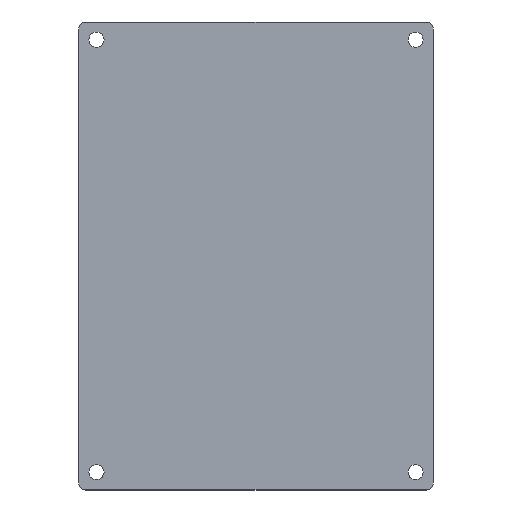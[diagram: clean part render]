
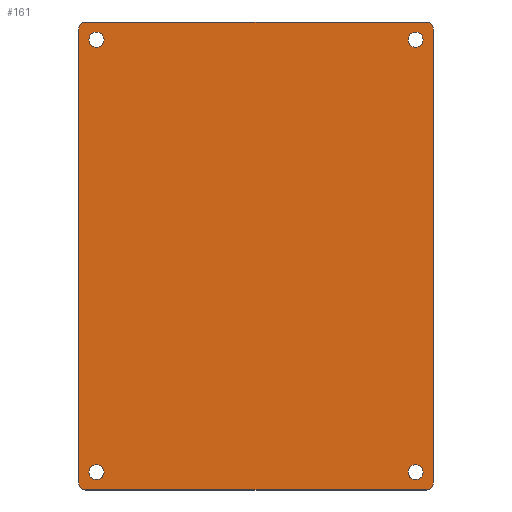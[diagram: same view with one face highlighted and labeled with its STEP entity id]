
A CAD part, top view. The second image highlights one B-rep face of the part: STEP entity #161.
In plain terms, the highlighted planar face has unit normal (0, 0, 1).
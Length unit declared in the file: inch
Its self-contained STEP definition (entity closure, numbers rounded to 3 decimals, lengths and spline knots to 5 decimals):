
#13 = DIRECTION ( 'NONE',  ( -1., 0., 0. ) ) ;
#15 = VERTEX_POINT ( 'NONE', #611 ) ;
#18 = CARTESIAN_POINT ( 'NONE',  ( -3., -4., 0.072 ) ) ;
#24 = LINE ( 'NONE', #68, #401 ) ;
#25 = CARTESIAN_POINT ( 'NONE',  ( 2.9455, 3.813, 0.072 ) ) ;
#32 = DIRECTION ( 'NONE',  ( 0., 0., -1. ) ) ;
#38 = CARTESIAN_POINT ( 'NONE',  ( -2.812, 3.813, 0.072 ) ) ;
#40 = ORIENTED_EDGE ( 'NONE', *, *, #175, .T. ) ;
#48 = ORIENTED_EDGE ( 'NONE', *, *, #591, .T. ) ;
#51 = EDGE_CURVE ( 'NONE', #310, #533, #304, .T. ) ;
#53 = LINE ( 'NONE', #123, #394 ) ;
#55 = VERTEX_POINT ( 'NONE', #620 ) ;
#57 = ORIENTED_EDGE ( 'NONE', *, *, #204, .T. ) ;
#63 = DIRECTION ( 'NONE',  ( 1., 0., 0. ) ) ;
#64 = AXIS2_PLACEMENT_3D ( 'NONE', #18, #410, #299 ) ;
#66 = ORIENTED_EDGE ( 'NONE', *, *, #467, .T. ) ;
#68 = CARTESIAN_POINT ( 'NONE',  ( 3.125, -4., 0.072 ) ) ;
#70 = CARTESIAN_POINT ( 'NONE',  ( -2.6795, 3.813, 0.072 ) ) ;
#72 = CARTESIAN_POINT ( 'NONE',  ( -3., -4., 0.072 ) ) ;
#82 = ORIENTED_EDGE ( 'NONE', *, *, #101, .T. ) ;
#97 = ORIENTED_EDGE ( 'NONE', *, *, #484, .T. ) ;
#99 = EDGE_LOOP ( 'NONE', ( #48, #534 ) ) ;
#101 = EDGE_CURVE ( 'NONE', #178, #131, #597, .T. ) ;
#102 = VERTEX_POINT ( 'NONE', #461 ) ;
#103 = ORIENTED_EDGE ( 'NONE', *, *, #399, .F. ) ;
#111 = CARTESIAN_POINT ( 'NONE',  ( 2.813, 3.813, 0.072 ) ) ;
#114 = ORIENTED_EDGE ( 'NONE', *, *, #216, .T. ) ;
#123 = CARTESIAN_POINT ( 'NONE',  ( 3., 4.125, 0.072 ) ) ;
#131 = VERTEX_POINT ( 'NONE', #343 ) ;
#135 = CARTESIAN_POINT ( 'NONE',  ( 3.125, -4., 0.072 ) ) ;
#136 = DIRECTION ( 'NONE',  ( 0., 0., -1. ) ) ;
#137 = CARTESIAN_POINT ( 'NONE',  ( -3.125, 4., 0.072 ) ) ;
#140 = DIRECTION ( 'NONE',  ( 0., 0., -1. ) ) ;
#144 = FACE_BOUND ( 'NONE', #99, .T. ) ;
#148 = VERTEX_POINT ( 'NONE', #135 ) ;
#161 = ADVANCED_FACE ( 'NONE', ( #460, #455, #397, #144, #450 ), #556, .T. ) ;
#163 = DIRECTION ( 'NONE',  ( -1., 0., 0. ) ) ;
#168 = DIRECTION ( 'NONE',  ( -1., 0., 0. ) ) ;
#174 = DIRECTION ( 'NONE',  ( -1., 0., 0. ) ) ;
#175 = EDGE_CURVE ( 'NONE', #526, #285, #431, .T. ) ;
#178 = VERTEX_POINT ( 'NONE', #70 ) ;
#181 = EDGE_CURVE ( 'NONE', #285, #526, #232, .T. ) ;
#184 = CARTESIAN_POINT ( 'NONE',  ( -2.812, -3.812, 0.072 ) ) ;
#192 = DIRECTION ( 'NONE',  ( -1., 0., 0. ) ) ;
#197 = CIRCLE ( 'NONE', #263, 0.1325 ) ;
#199 = VERTEX_POINT ( 'NONE', #381 ) ;
#204 = EDGE_CURVE ( 'NONE', #321, #370, #440, .T. ) ;
#209 = LINE ( 'NONE', #419, #456 ) ;
#213 = VERTEX_POINT ( 'NONE', #633 ) ;
#216 = EDGE_CURVE ( 'NONE', #131, #178, #197, .T. ) ;
#218 = CARTESIAN_POINT ( 'NONE',  ( 2.9455, -3.812, 0.072 ) ) ;
#226 = EDGE_CURVE ( 'NONE', #321, #199, #312, .T. ) ;
#232 = CIRCLE ( 'NONE', #242, 0.1325 ) ;
#237 = CIRCLE ( 'NONE', #402, 0.1325 ) ;
#241 = ORIENTED_EDGE ( 'NONE', *, *, #352, .T. ) ;
#242 = AXIS2_PLACEMENT_3D ( 'NONE', #283, #331, #284 ) ;
#249 = EDGE_LOOP ( 'NONE', ( #114, #82 ) ) ;
#253 = CIRCLE ( 'NONE', #642, 0.125 ) ;
#255 = ORIENTED_EDGE ( 'NONE', *, *, #293, .F. ) ;
#263 = AXIS2_PLACEMENT_3D ( 'NONE', #38, #140, #192 ) ;
#268 = DIRECTION ( 'NONE',  ( 0., 0., -1. ) ) ;
#269 = CARTESIAN_POINT ( 'NONE',  ( -2.9445, -3.812, 0.072 ) ) ;
#271 = CARTESIAN_POINT ( 'NONE',  ( 2.813, -3.812, 0.072 ) ) ;
#282 = EDGE_CURVE ( 'NONE', #15, #378, #507, .T. ) ;
#283 = CARTESIAN_POINT ( 'NONE',  ( 2.813, -3.812, 0.072 ) ) ;
#284 = DIRECTION ( 'NONE',  ( -1., 0., 0. ) ) ;
#285 = VERTEX_POINT ( 'NONE', #576 ) ;
#290 = EDGE_LOOP ( 'NONE', ( #499, #40 ) ) ;
#293 = EDGE_CURVE ( 'NONE', #213, #370, #387, .T. ) ;
#298 = CIRCLE ( 'NONE', #325, 0.1325 ) ;
#299 = DIRECTION ( 'NONE',  ( 1., 0., 0. ) ) ;
#300 = EDGE_CURVE ( 'NONE', #15, #199, #53, .T. ) ;
#301 = ORIENTED_EDGE ( 'NONE', *, *, #226, .F. ) ;
#304 = CIRCLE ( 'NONE', #334, 0.1325 ) ;
#305 = AXIS2_PLACEMENT_3D ( 'NONE', #589, #32, #532 ) ;
#308 = DIRECTION ( 'NONE',  ( 0., 0., -1. ) ) ;
#310 = VERTEX_POINT ( 'NONE', #269 ) ;
#312 = CIRCLE ( 'NONE', #445, 0.125 ) ;
#314 = CARTESIAN_POINT ( 'NONE',  ( -3.125, 4., 0.072 ) ) ;
#318 = DIRECTION ( 'NONE',  ( 0., 0., -1. ) ) ;
#321 = VERTEX_POINT ( 'NONE', #314 ) ;
#323 = DIRECTION ( 'NONE',  ( 0., 0., -1. ) ) ;
#325 = AXIS2_PLACEMENT_3D ( 'NONE', #111, #468, #163 ) ;
#331 = DIRECTION ( 'NONE',  ( 0., 0., -1. ) ) ;
#334 = AXIS2_PLACEMENT_3D ( 'NONE', #184, #136, #492 ) ;
#343 = CARTESIAN_POINT ( 'NONE',  ( -2.9445, 3.813, 0.072 ) ) ;
#352 = EDGE_CURVE ( 'NONE', #533, #310, #237, .T. ) ;
#364 = DIRECTION ( 'NONE',  ( 1., 0., 0. ) ) ;
#370 = VERTEX_POINT ( 'NONE', #607 ) ;
#374 = CIRCLE ( 'NONE', #575, 0.1325 ) ;
#378 = VERTEX_POINT ( 'NONE', #567 ) ;
#381 = CARTESIAN_POINT ( 'NONE',  ( -3., 4.125, 0.072 ) ) ;
#384 = CARTESIAN_POINT ( 'NONE',  ( -3., 4., 0.072 ) ) ;
#387 = CIRCLE ( 'NONE', #627, 0.125 ) ;
#394 = VECTOR ( 'NONE', #174, 39.37008 ) ;
#397 = FACE_BOUND ( 'NONE', #441, .T. ) ;
#399 = EDGE_CURVE ( 'NONE', #148, #55, #253, .T. ) ;
#401 = VECTOR ( 'NONE', #520, 39.37008 ) ;
#402 = AXIS2_PLACEMENT_3D ( 'NONE', #472, #462, #13 ) ;
#410 = DIRECTION ( 'NONE',  ( 0., 0., 1. ) ) ;
#414 = AXIS2_PLACEMENT_3D ( 'NONE', #271, #323, #496 ) ;
#416 = DIRECTION ( 'NONE',  ( 0., 0., -1. ) ) ;
#419 = CARTESIAN_POINT ( 'NONE',  ( -3., -4.125, 0.072 ) ) ;
#426 = DIRECTION ( 'NONE',  ( 1., 0., 0. ) ) ;
#427 = EDGE_CURVE ( 'NONE', #595, #102, #374, .T. ) ;
#431 = CIRCLE ( 'NONE', #414, 0.1325 ) ;
#440 = LINE ( 'NONE', #137, #555 ) ;
#441 = EDGE_LOOP ( 'NONE', ( #578, #241 ) ) ;
#445 = AXIS2_PLACEMENT_3D ( 'NONE', #384, #494, #592 ) ;
#450 = FACE_BOUND ( 'NONE', #249, .T. ) ;
#454 = ORIENTED_EDGE ( 'NONE', *, *, #282, .F. ) ;
#455 = FACE_OUTER_BOUND ( 'NONE', #596, .T. ) ;
#456 = VECTOR ( 'NONE', #63, 39.37008 ) ;
#460 = FACE_BOUND ( 'NONE', #290, .T. ) ;
#461 = CARTESIAN_POINT ( 'NONE',  ( 2.6805, 3.813, 0.072 ) ) ;
#462 = DIRECTION ( 'NONE',  ( 0., 0., -1. ) ) ;
#467 = EDGE_CURVE ( 'NONE', #148, #378, #24, .T. ) ;
#468 = DIRECTION ( 'NONE',  ( 0., 0., -1. ) ) ;
#472 = CARTESIAN_POINT ( 'NONE',  ( -2.812, -3.812, 0.072 ) ) ;
#484 = EDGE_CURVE ( 'NONE', #213, #55, #209, .T. ) ;
#485 = DIRECTION ( 'NONE',  ( 0., -1., 0. ) ) ;
#492 = DIRECTION ( 'NONE',  ( -1., 0., 0. ) ) ;
#494 = DIRECTION ( 'NONE',  ( 0., 0., -1. ) ) ;
#496 = DIRECTION ( 'NONE',  ( -1., 0., 0. ) ) ;
#499 = ORIENTED_EDGE ( 'NONE', *, *, #181, .T. ) ;
#507 = CIRCLE ( 'NONE', #553, 0.125 ) ;
#520 = DIRECTION ( 'NONE',  ( 0., 1., 0. ) ) ;
#526 = VERTEX_POINT ( 'NONE', #218 ) ;
#532 = DIRECTION ( 'NONE',  ( -1., 0., 0. ) ) ;
#533 = VERTEX_POINT ( 'NONE', #562 ) ;
#534 = ORIENTED_EDGE ( 'NONE', *, *, #427, .T. ) ;
#553 = AXIS2_PLACEMENT_3D ( 'NONE', #626, #268, #623 ) ;
#555 = VECTOR ( 'NONE', #485, 39.37008 ) ;
#556 = PLANE ( 'NONE',  #64 ) ;
#561 = CARTESIAN_POINT ( 'NONE',  ( 3., -4., 0.072 ) ) ;
#562 = CARTESIAN_POINT ( 'NONE',  ( -2.6795, -3.812, 0.072 ) ) ;
#566 = CARTESIAN_POINT ( 'NONE',  ( 2.813, 3.813, 0.072 ) ) ;
#567 = CARTESIAN_POINT ( 'NONE',  ( 3.125, 4., 0.072 ) ) ;
#575 = AXIS2_PLACEMENT_3D ( 'NONE', #566, #308, #168 ) ;
#576 = CARTESIAN_POINT ( 'NONE',  ( 2.6805, -3.812, 0.072 ) ) ;
#578 = ORIENTED_EDGE ( 'NONE', *, *, #51, .T. ) ;
#589 = CARTESIAN_POINT ( 'NONE',  ( -2.812, 3.813, 0.072 ) ) ;
#591 = EDGE_CURVE ( 'NONE', #102, #595, #298, .T. ) ;
#592 = DIRECTION ( 'NONE',  ( 1., 0., 0. ) ) ;
#595 = VERTEX_POINT ( 'NONE', #25 ) ;
#596 = EDGE_LOOP ( 'NONE', ( #301, #57, #255, #97, #103, #66, #454, #639 ) ) ;
#597 = CIRCLE ( 'NONE', #305, 0.1325 ) ;
#607 = CARTESIAN_POINT ( 'NONE',  ( -3.125, -4., 0.072 ) ) ;
#611 = CARTESIAN_POINT ( 'NONE',  ( 3., 4.125, 0.072 ) ) ;
#620 = CARTESIAN_POINT ( 'NONE',  ( 3., -4.125, 0.072 ) ) ;
#623 = DIRECTION ( 'NONE',  ( 1., 0., 0. ) ) ;
#626 = CARTESIAN_POINT ( 'NONE',  ( 3., 4., 0.072 ) ) ;
#627 = AXIS2_PLACEMENT_3D ( 'NONE', #72, #318, #426 ) ;
#633 = CARTESIAN_POINT ( 'NONE',  ( -3., -4.125, 0.072 ) ) ;
#639 = ORIENTED_EDGE ( 'NONE', *, *, #300, .T. ) ;
#642 = AXIS2_PLACEMENT_3D ( 'NONE', #561, #416, #364 ) ;
